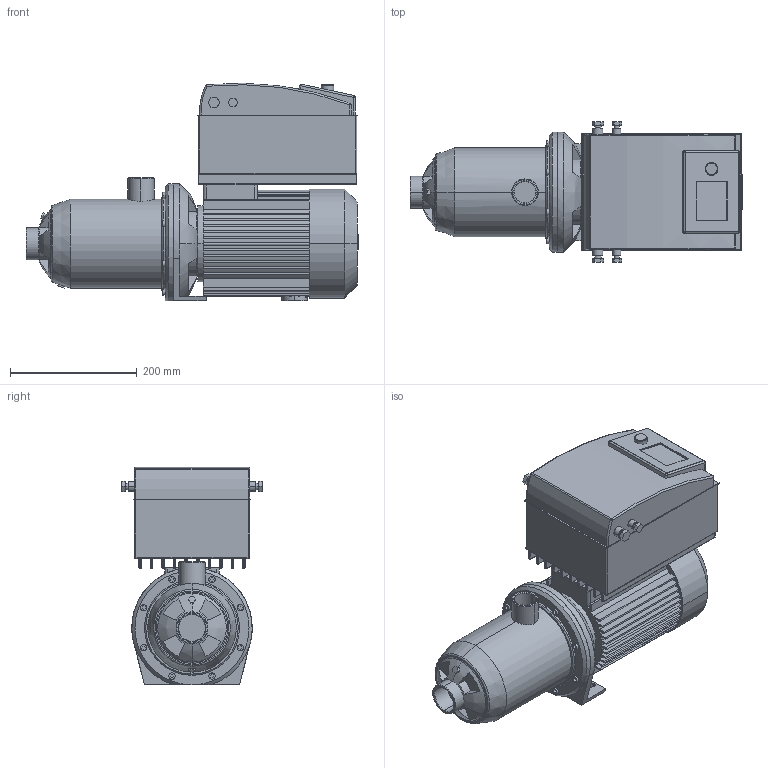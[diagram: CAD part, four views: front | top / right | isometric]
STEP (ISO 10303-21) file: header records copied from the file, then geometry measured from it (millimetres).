
FILE_DESCRIPTION((''),'2;1');
FILE_NAME('3d_MHIE206N-2_V_3-2-2G-4171771.stp','2013-12-06T13:29:38',(''),(''),'Mechanical Desktop 2009','Mechanical Desktop 2009',', , ');
FILE_SCHEMA(('CONFIG_CONTROL_DESIGN'));
Length unit declared in the file: millimetre
Products named in the file (1): Product
Bounding box: 524 x 222 x 343.46 mm (x, y, z)
Volume: 15436405.3 mm3; surface area: 870180.4 mm2
Topology: 10 solids, 12 shells, 798 faces, 2066 edges, 1270 vertices
Faces by surface type: plane 328, cylinder 296, bspline 87, sphere 58, cone 15, torus 14
Entity records: 25349 total; most frequent: CARTESIAN_POINT 6087, ORIENTED_EDGE 4028, DIRECTION 3950, EDGE_CURVE 2014, AXIS2_PLACEMENT_3D 1365, VERTEX_POINT 1270, VECTOR 1220, LINE 1220
